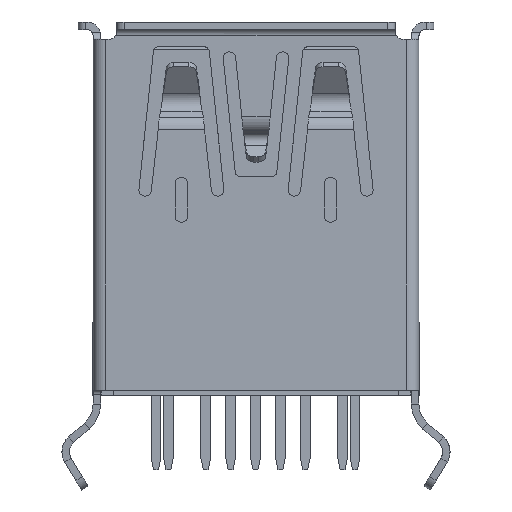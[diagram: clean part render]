
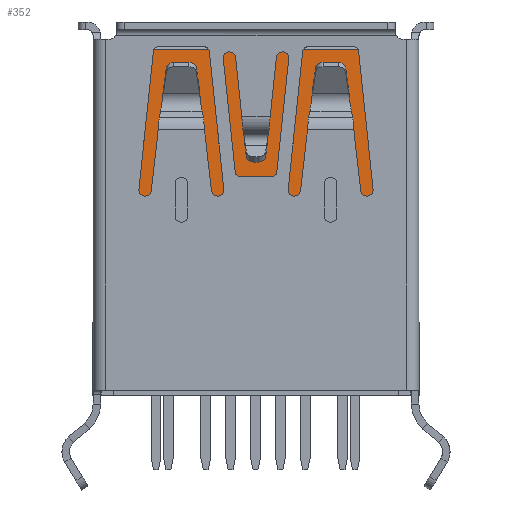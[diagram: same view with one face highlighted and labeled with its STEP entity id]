
A CAD part, top view. The second image highlights one B-rep face of the part: STEP entity #352.
In plain terms, the highlighted planar face has unit normal (0, 0, 1).
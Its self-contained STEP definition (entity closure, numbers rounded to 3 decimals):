
#352=ADVANCED_FACE('',(#1324,#1325,#1326),#1327,.T.);
#1324=FACE_OUTER_BOUND('',#2940,.T.);
#1325=FACE_BOUND('',#2941,.T.);
#1326=FACE_BOUND('',#2942,.T.);
#1327=PLANE('',#2943);
#2940=EDGE_LOOP('',(#7610,#7611,#7612,#7613));
#2941=EDGE_LOOP('',(#7614,#7615,#7616,#7617));
#2942=EDGE_LOOP('',(#7618,#7619,#7620,#7621));
#2943=AXIS2_PLACEMENT_3D('',#7622,#7623,#7624);
#7610=ORIENTED_EDGE('',*,*,#10266,.F.);
#7611=ORIENTED_EDGE('',*,*,#10914,.F.);
#7612=ORIENTED_EDGE('',*,*,#10915,.F.);
#7613=ORIENTED_EDGE('',*,*,#10916,.F.);
#7614=ORIENTED_EDGE('',*,*,#10917,.F.);
#7615=ORIENTED_EDGE('',*,*,#10918,.F.);
#7616=ORIENTED_EDGE('',*,*,#10919,.F.);
#7617=ORIENTED_EDGE('',*,*,#10920,.F.);
#7618=ORIENTED_EDGE('',*,*,#10921,.F.);
#7619=ORIENTED_EDGE('',*,*,#10922,.F.);
#7620=ORIENTED_EDGE('',*,*,#10923,.F.);
#7621=ORIENTED_EDGE('',*,*,#10924,.F.);
#7622=CARTESIAN_POINT('',(5.55,13.9,1.84));
#7623=DIRECTION('',(0.0,0.0,1.0));
#7624=DIRECTION('',(1.0,-0.0,0.0));
#10266=EDGE_CURVE('',#12324,#12326,#12327,.F.);
#10914=EDGE_CURVE('',#13365,#12324,#13367,.F.);
#10915=EDGE_CURVE('',#13368,#13365,#13369,.T.);
#10916=EDGE_CURVE('',#12326,#13368,#13370,.F.);
#10917=EDGE_CURVE('',#13371,#13372,#13373,.T.);
#10918=EDGE_CURVE('',#13374,#13371,#13375,.T.);
#10919=EDGE_CURVE('',#13376,#13374,#13377,.F.);
#10920=EDGE_CURVE('',#13372,#13376,#13378,.T.);
#10921=EDGE_CURVE('',#13379,#13380,#13381,.F.);
#10922=EDGE_CURVE('',#13382,#13379,#13383,.T.);
#10923=EDGE_CURVE('',#13384,#13382,#13385,.T.);
#10924=EDGE_CURVE('',#13380,#13384,#13386,.T.);
#12324=VERTEX_POINT('',#15315);
#12326=VERTEX_POINT('',#15317);
#12327=LINE('',#15318,#15319);
#13365=VERTEX_POINT('',#17115);
#13367=LINE('',#17117,#17118);
#13368=VERTEX_POINT('',#17119);
#13369=LINE('',#17120,#17121);
#13370=LINE('',#17122,#17123);
#13371=VERTEX_POINT('',#17124);
#13372=VERTEX_POINT('',#17125);
#13373=B_SPLINE_CURVE_WITH_KNOTS('',3,(#17126,#17127,#17128,#17129,#17130,#17131,#17132,#17133),.UNSPECIFIED.,.F.,.F.,(4,1,1,1,1,4),(0.0,0.2,0.4,0.6,0.8,1.0),.UNSPECIFIED.);
#13374=VERTEX_POINT('',#17134);
#13375=LINE('',#17135,#17136);
#13376=VERTEX_POINT('',#17137);
#13377=B_SPLINE_CURVE_WITH_KNOTS('',3,(#17138,#17139,#17140,#17141,#17142,#17143,#17144,#17145,#17146,#17147,#17148,#17149,#17150,#17151,#17152,#17153),.UNSPECIFIED.,.F.,.F.,(4,2,2,2,2,2,2,4),(-1.124,-0.902,-0.722,-0.622,-0.542,-0.454,-0.32,-0.0),.UNSPECIFIED.);
#13378=LINE('',#17154,#17155);
#13379=VERTEX_POINT('',#17156);
#13380=VERTEX_POINT('',#17157);
#13381=B_SPLINE_CURVE_WITH_KNOTS('',3,(#17158,#17159,#17160,#17161,#17162,#17163,#17164,#17165,#17166,#17167,#17168,#17169,#17170,#17171,#17172,#17173),.UNSPECIFIED.,.F.,.F.,(4,2,2,2,2,2,2,4),(-1.124,-0.902,-0.722,-0.622,-0.542,-0.454,-0.32,-0.0),.UNSPECIFIED.);
#13382=VERTEX_POINT('',#17174);
#13383=LINE('',#17175,#17176);
#13384=VERTEX_POINT('',#17177);
#13385=B_SPLINE_CURVE_WITH_KNOTS('',3,(#17178,#17179,#17180,#17181,#17182,#17183,#17184,#17185),.UNSPECIFIED.,.F.,.F.,(4,1,1,1,1,4),(0.0,0.2,0.4,0.6,0.8,1.0),.UNSPECIFIED.);
#13386=LINE('',#17186,#17187);
#15315=CARTESIAN_POINT('',(5.15,4.56,1.84));
#15317=CARTESIAN_POINT('',(-5.15,4.56,1.84));
#15318=CARTESIAN_POINT('',(2.775,4.56,1.84));
#15319=VECTOR('',#19652,1.0);
#17115=CARTESIAN_POINT('',(5.15,13.9,1.84));
#17117=CARTESIAN_POINT('',(5.15,35.601,1.84));
#17118=VECTOR('',#20422,1.0);
#17119=CARTESIAN_POINT('',(-5.15,13.9,1.84));
#17120=CARTESIAN_POINT('',(2.775,13.9,1.84));
#17121=VECTOR('',#20423,1.0);
#17122=CARTESIAN_POINT('',(-5.15,-22.096,1.84));
#17123=VECTOR('',#20424,1.0);
#17124=CARTESIAN_POINT('',(-3.733,12.229,1.84));
#17125=CARTESIAN_POINT('',(-3.806,11.416,1.84));
#17126=CARTESIAN_POINT('',(-3.733,12.229,1.84));
#17127=CARTESIAN_POINT('',(-3.737,12.175,1.84));
#17128=CARTESIAN_POINT('',(-3.746,12.066,1.84));
#17129=CARTESIAN_POINT('',(-3.761,11.904,1.84));
#17130=CARTESIAN_POINT('',(-3.777,11.742,1.84));
#17131=CARTESIAN_POINT('',(-3.793,11.579,1.84));
#17132=CARTESIAN_POINT('',(-3.802,11.471,1.84));
#17133=CARTESIAN_POINT('',(-3.806,11.416,1.84));
#17134=CARTESIAN_POINT('',(-2.266,12.229,1.84));
#17135=CARTESIAN_POINT('',(-4.209,12.229,1.84));
#17136=VECTOR('',#20425,1.0);
#17137=CARTESIAN_POINT('',(-2.193,11.416,1.84));
#17138=CARTESIAN_POINT('',(-2.277,12.389,1.84));
#17139=CARTESIAN_POINT('',(-2.272,12.313,1.84));
#17140=CARTESIAN_POINT('',(-2.267,12.24,1.84));
#17141=CARTESIAN_POINT('',(-2.256,12.104,1.84));
#17142=CARTESIAN_POINT('',(-2.251,12.045,1.84));
#17143=CARTESIAN_POINT('',(-2.242,11.949,1.84));
#17144=CARTESIAN_POINT('',(-2.239,11.916,1.84));
#17145=CARTESIAN_POINT('',(-2.233,11.854,1.84));
#17146=CARTESIAN_POINT('',(-2.23,11.826,1.84));
#17147=CARTESIAN_POINT('',(-2.224,11.769,1.84));
#17148=CARTESIAN_POINT('',(-2.221,11.739,1.84));
#17149=CARTESIAN_POINT('',(-2.214,11.664,1.84));
#17150=CARTESIAN_POINT('',(-2.21,11.619,1.84));
#17151=CARTESIAN_POINT('',(-2.196,11.466,1.84));
#17152=CARTESIAN_POINT('',(-2.189,11.366,1.84));
#17153=CARTESIAN_POINT('',(-2.183,11.26,1.84));
#17154=CARTESIAN_POINT('',(-4.209,11.416,1.84));
#17155=VECTOR('',#20426,1.0);
#17156=CARTESIAN_POINT('',(3.806,11.416,1.84));
#17157=CARTESIAN_POINT('',(3.733,12.229,1.84));
#17158=CARTESIAN_POINT('',(3.722,12.389,1.84));
#17159=CARTESIAN_POINT('',(3.727,12.313,1.84));
#17160=CARTESIAN_POINT('',(3.732,12.24,1.84));
#17161=CARTESIAN_POINT('',(3.743,12.104,1.84));
#17162=CARTESIAN_POINT('',(3.748,12.045,1.84));
#17163=CARTESIAN_POINT('',(3.757,11.949,1.84));
#17164=CARTESIAN_POINT('',(3.76,11.916,1.84));
#17165=CARTESIAN_POINT('',(3.766,11.854,1.84));
#17166=CARTESIAN_POINT('',(3.769,11.826,1.84));
#17167=CARTESIAN_POINT('',(3.775,11.769,1.84));
#17168=CARTESIAN_POINT('',(3.777,11.739,1.84));
#17169=CARTESIAN_POINT('',(3.785,11.664,1.84));
#17170=CARTESIAN_POINT('',(3.789,11.619,1.84));
#17171=CARTESIAN_POINT('',(3.802,11.466,1.84));
#17172=CARTESIAN_POINT('',(3.81,11.366,1.84));
#17173=CARTESIAN_POINT('',(3.816,11.26,1.84));
#17174=CARTESIAN_POINT('',(2.193,11.416,1.84));
#17175=CARTESIAN_POINT('',(1.791,11.416,1.84));
#17176=VECTOR('',#20427,1.0);
#17177=CARTESIAN_POINT('',(2.266,12.229,1.84));
#17178=CARTESIAN_POINT('',(2.266,12.229,1.84));
#17179=CARTESIAN_POINT('',(2.262,12.175,1.84));
#17180=CARTESIAN_POINT('',(2.253,12.066,1.84));
#17181=CARTESIAN_POINT('',(2.238,11.904,1.84));
#17182=CARTESIAN_POINT('',(2.221,11.742,1.84));
#17183=CARTESIAN_POINT('',(2.206,11.579,1.84));
#17184=CARTESIAN_POINT('',(2.197,11.471,1.84));
#17185=CARTESIAN_POINT('',(2.193,11.416,1.84));
#17186=CARTESIAN_POINT('',(1.791,12.229,1.84));
#17187=VECTOR('',#20428,1.0);
#19652=DIRECTION('',(1.0,0.0,0.0));
#20422=DIRECTION('',(0.0,1.0,-0.0));
#20423=DIRECTION('',(1.0,0.0,-0.0));
#20424=DIRECTION('',(-0.0,-1.0,0.0));
#20425=DIRECTION('',(-1.0,0.,0.));
#20426=DIRECTION('',(1.0,0.,0.));
#20427=DIRECTION('',(1.0,0.,0.));
#20428=DIRECTION('',(-1.0,0.,0.));
